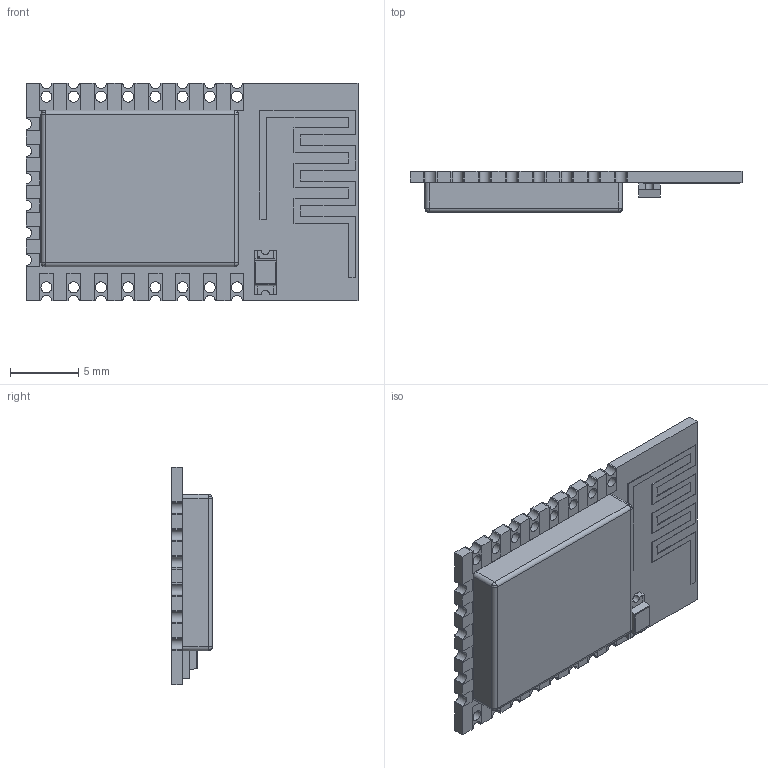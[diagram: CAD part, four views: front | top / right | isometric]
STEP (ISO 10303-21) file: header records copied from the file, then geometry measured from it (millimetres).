
FILE_DESCRIPTION (( 'STEP AP214' ), '1' );
FILE_NAME ('User Library-ESP8266-12E.STEP', '2020-01-16T09:10:07', ( '' ), ( '' ), 'SwSTEP 2.0', 'SolidWorks 2019', '' );
FILE_SCHEMA (( 'AUTOMOTIVE_DESIGN' ));
Length unit declared in the file: millimetre
Products named in the file (7): Pin1; PCB1; Lid; Pin2; Surface Mount Chip LED 3.2x1.6mm; User Library-ESP8266-12E; Antenne
Assembly tree (26 placements, depth 2):
  User Library-ESP8266-12E
    PCB1
    Pin1  x16
    Pin2  x6
    Lid
    Antenne
    Surface Mount Chip LED 3.2x1.6mm
Bounding box: 24.38 x 3 x 16 mm (x, y, z)
Volume: 379.8 mm3; surface area: 1642.8 mm2
Topology: 38 solids, 38 shells, 529 faces, 1329 edges, 878 vertices
Faces by surface type: plane 390, cylinder 77, bspline 62
Entity records: 16698 total; most frequent: CARTESIAN_POINT 4531, ORIENTED_EDGE 1742, DIRECTION 1425, EDGE_CURVE 871, LINE 689, VECTOR 689, VERTEX_POINT 578, UNCERTAINTY_MEASURE_WITH_UNIT 370
